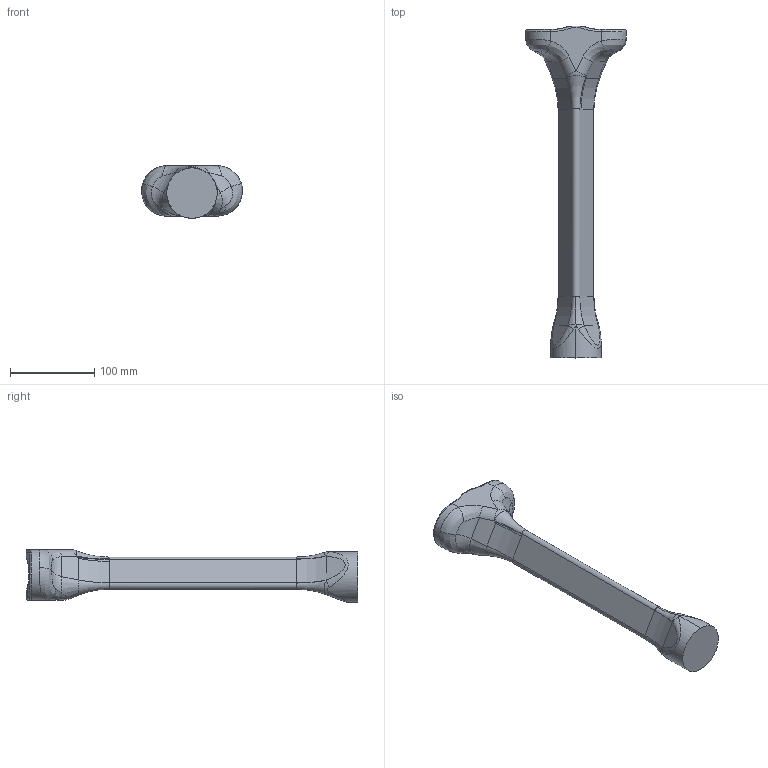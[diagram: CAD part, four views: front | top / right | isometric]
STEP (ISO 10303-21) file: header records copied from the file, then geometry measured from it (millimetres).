
FILE_DESCRIPTION((''),'2;1');
FILE_NAME('PRT0001','2020-11-05T14:53:15',('jakob.jehle'),(''),'CREO PARAMETRIC BY PTC INC, 2018190','CREO PARAMETRIC BY PTC INC, 2018190','');
FILE_SCHEMA(('AUTOMOTIVE_DESIGN { 1 0 10303 214 1 1 1 1 }'));
Length unit declared in the file: millimetre
Products named in the file (1): PRT0001
Bounding box: 119.96 x 395 x 62.57 mm (x, y, z)
Volume: 679030.7 mm3; surface area: 72076.3 mm2
Topology: 1 solids, 1 shells, 105 faces, 233 edges, 126 vertices
Faces by surface type: bspline 31, cylinder 22, torus 19, plane 14, sphere 11, cone 8
Entity records: 12774 total; most frequent: CARTESIAN_POINT 10383, ORIENTED_EDGE 458, DIRECTION 430, EDGE_CURVE 229, AXIS2_PLACEMENT_3D 191, VERTEX_POINT 126, CIRCLE 117, EDGE_LOOP 105
